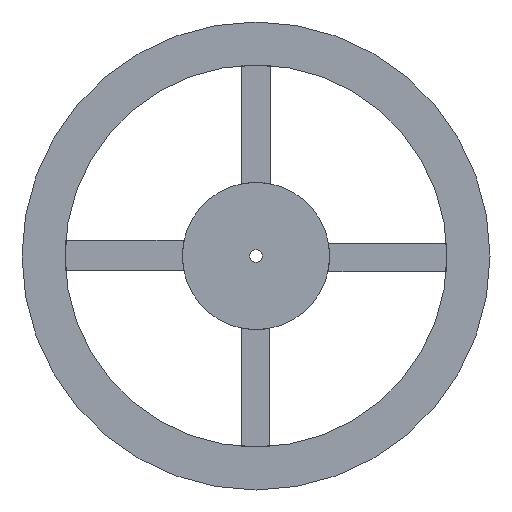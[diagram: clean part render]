
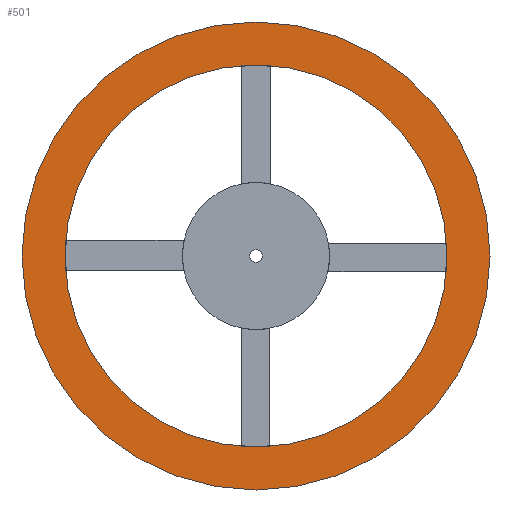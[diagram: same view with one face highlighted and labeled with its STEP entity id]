
A CAD part, front view. The second image highlights one B-rep face of the part: STEP entity #501.
In plain terms, the highlighted planar face has unit normal (0, -1, 0).
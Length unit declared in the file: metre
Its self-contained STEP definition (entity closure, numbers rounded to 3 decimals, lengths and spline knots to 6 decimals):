
#40=PLANE('',#641);
#218=ORIENTED_EDGE('',*,*,#283,.T.);
#219=ORIENTED_EDGE('',*,*,#284,.F.);
#283=EDGE_CURVE('',#327,#327,#355,.T.);
#284=EDGE_CURVE('',#328,#328,#356,.T.);
#327=VERTEX_POINT('',#951);
#328=VERTEX_POINT('',#954);
#355=CIRCLE('',#637,0.05355);
#356=CIRCLE('',#639,0.043697);
#398=EDGE_LOOP('',(#218));
#399=EDGE_LOOP('',(#219));
#446=FACE_BOUND('',#398,.T.);
#447=FACE_BOUND('',#399,.T.);
#501=ADVANCED_FACE('',(#446,#447),#40,.T.);
#637=AXIS2_PLACEMENT_3D('',#950,#798,#799);
#639=AXIS2_PLACEMENT_3D('',#953,#802,#803);
#641=AXIS2_PLACEMENT_3D('',#957,#806,#807);
#798=DIRECTION('',(0.,-1.,0.));
#799=DIRECTION('',(0.,0.,-1.));
#802=DIRECTION('',(0.,-1.,0.));
#803=DIRECTION('',(0.,0.,-1.));
#806=DIRECTION('',(0.,-1.,0.));
#807=DIRECTION('',(1.,0.,0.));
#950=CARTESIAN_POINT('',(0.,-0.00254,0.));
#951=CARTESIAN_POINT('',(0.,-0.00254,-0.05355));
#953=CARTESIAN_POINT('',(0.,-0.00254,0.));
#954=CARTESIAN_POINT('',(0.,-0.00254,-0.043697));
#957=CARTESIAN_POINT('',(0.,-0.00254,0.));
